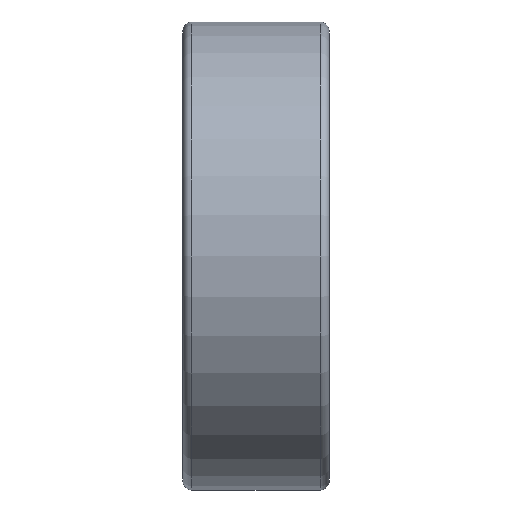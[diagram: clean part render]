
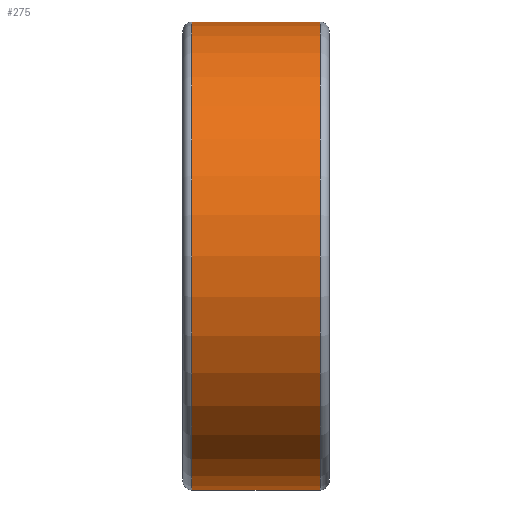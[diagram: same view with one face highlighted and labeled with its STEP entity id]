
A CAD part, front view. The second image highlights one B-rep face of the part: STEP entity #275.
In plain terms, the highlighted cylindrical face has radius 16 mm (diameter 32 mm), a full revolution.
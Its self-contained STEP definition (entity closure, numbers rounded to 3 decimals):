
#275 = ADVANCED_FACE( '', ( #462, #463 ), #464, .T. );
#462 = FACE_OUTER_BOUND( '', #643, .T. );
#463 = FACE_OUTER_BOUND( '', #644, .T. );
#464 = CYLINDRICAL_SURFACE( '', #645, 16. );
#643 = EDGE_LOOP( '', ( #834 ) );
#644 = EDGE_LOOP( '', ( #835 ) );
#645 = AXIS2_PLACEMENT_3D( '', #836, #837, #838 );
#834 = ORIENTED_EDGE( '', *, *, #1049, .T. );
#835 = ORIENTED_EDGE( '', *, *, #1050, .F. );
#836 = CARTESIAN_POINT( '', ( 50., 0., 0. ) );
#837 = DIRECTION( '', ( -1., 0., 0. ) );
#838 = DIRECTION( '', ( 0., 0., -1. ) );
#1049 = EDGE_CURVE( '', #1154, #1154, #1155, .T. );
#1050 = EDGE_CURVE( '', #1156, #1156, #1157, .T. );
#1154 = VERTEX_POINT( '', #1275 );
#1155 = CIRCLE( '', #1276, 16. );
#1156 = VERTEX_POINT( '', #1277 );
#1157 = CIRCLE( '', #1278, 16. );
#1275 = CARTESIAN_POINT( '', ( 0.6, 0., -16. ) );
#1276 = AXIS2_PLACEMENT_3D( '', #1404, #1405, #1406 );
#1277 = CARTESIAN_POINT( '', ( 9.4, 0., -16. ) );
#1278 = AXIS2_PLACEMENT_3D( '', #1407, #1408, #1409 );
#1404 = CARTESIAN_POINT( '', ( 0.6, 0., 0. ) );
#1405 = DIRECTION( '', ( 1., 0., 0. ) );
#1406 = DIRECTION( '', ( 0., 0., -1. ) );
#1407 = CARTESIAN_POINT( '', ( 9.4, 0., 0. ) );
#1408 = DIRECTION( '', ( 1., 0., 0. ) );
#1409 = DIRECTION( '', ( 0., 0., -1. ) );
